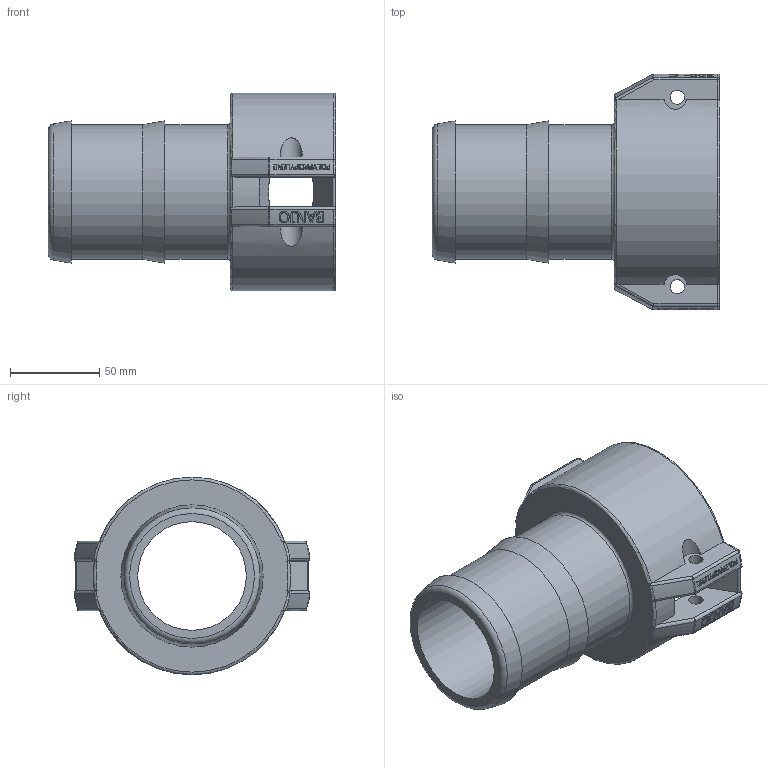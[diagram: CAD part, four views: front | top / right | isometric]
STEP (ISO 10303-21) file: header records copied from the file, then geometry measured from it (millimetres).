
FILE_DESCRIPTION(/* description */ ('3" FEMALE COUPLING X HOSE BARB'),/* implementation_level */ '2;1');
FILE_NAME(/* name */ '300C.stp',/* time_stamp */ '2022-09-26T17:30:28-04:00',/* author */ ('BAE'),/* organization */ (''),/* preprocessor_version */ 'ST-DEVELOPER v18.1',/* originating_system */ 'Autodesk Inventor 2022',/* authorisation */ '');
FILE_SCHEMA (('AUTOMOTIVE_DESIGN { 1 0 10303 214 3 1 1 }'));
Length unit declared in the file: inch
Products named in the file (2): 300C; 300XC
Assembly tree (1 placements, depth 2):
  300C
    300XC
Bounding box: 160.53 x 131.87 x 110.49 mm (x, y, z)
Volume: 368586.7 mm3; surface area: 100696.8 mm2
Topology: 1 solids, 1 shells, 449 faces, 1209 edges, 788 vertices
Faces by surface type: bspline 179, plane 157, cylinder 70, torus 23, sphere 12, cone 8
Full cylindrical faces by diameter (mm): 7.938 x4, 60.706 x1, 75.184 x2, 92.202 x1, 96.52 x1
Entity records: 57064 total; most frequent: CARTESIAN_POINT 47181, ORIENTED_EDGE 2394, DIRECTION 1406, EDGE_CURVE 1197, VERTEX_POINT 788, B_SPLINE_CURVE_WITH_KNOTS 536, EDGE_LOOP 501, AXIS2_PLACEMENT_3D 472
